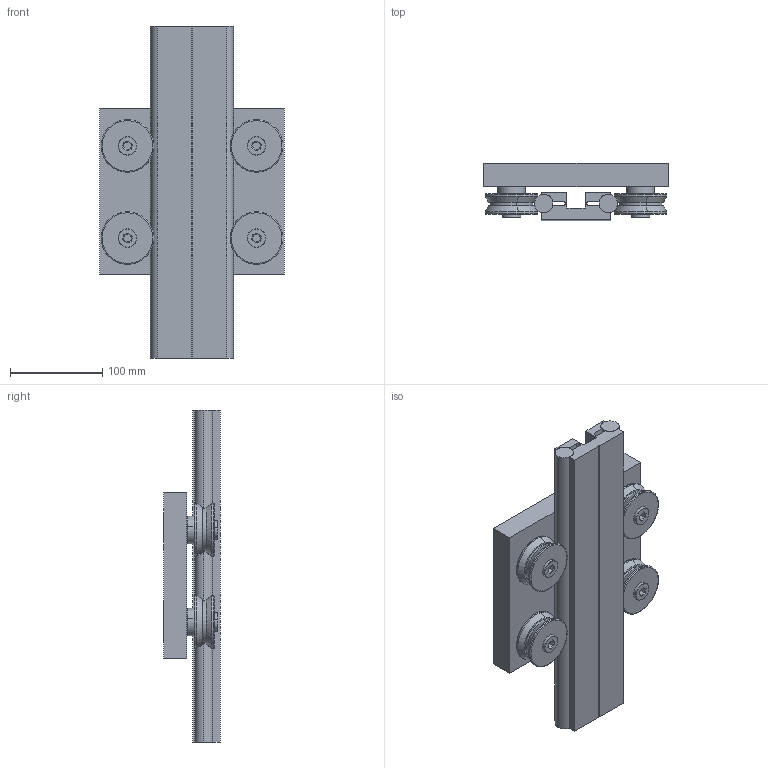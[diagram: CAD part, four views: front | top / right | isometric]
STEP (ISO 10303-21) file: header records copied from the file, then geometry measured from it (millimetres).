
FILE_DESCRIPTION(('STEP AP214'),'1');
FILE_NAME('ad420__l_360.stp','2017-10-10T12:30:50',('TraceParts'),('TraceParts S.A.'),'Spatial InterOp 3D',' ',' ');
FILE_SCHEMA(('automotive_design'));
Length unit declared in the file: millimetre
Products named in the file (16): ad420__l_360_1; ad420__l_360_2; ad420__l_360_3; ad420__l_360_4; ad420__l_360_5; ad420__l_360_6; ad420__l_360_7; ad420__l_360_8; ad420__l_360_9; ad420__l_360_10; ad420__l_360_11; ad420__l_360_12; ad420__l_360_13; ad420__l_360_14; ad420__l_360_15; ad420__l_360_16
Bounding box: 200 x 61.5 x 360 mm (x, y, z)
Volume: 1805977.9 mm3; surface area: 333576 mm2
Topology: 16 solids, 16 shells, 396 faces, 876 edges, 544 vertices
Faces by surface type: plane 208, cylinder 100, cone 72, torus 16
Entity records: 14353 total; most frequent: DIRECTION 1972, CARTESIAN_POINT 1928, ORIENTED_EDGE 1752, EDGE_CURVE 876, AXIS2_PLACEMENT_3D 732, VERTEX_POINT 544, LINE 508, VECTOR 508
